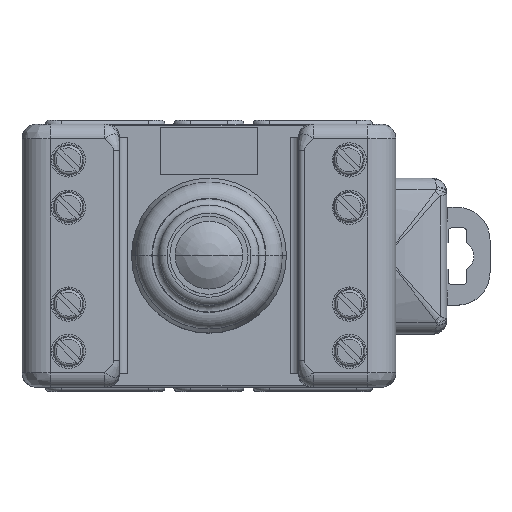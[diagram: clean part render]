
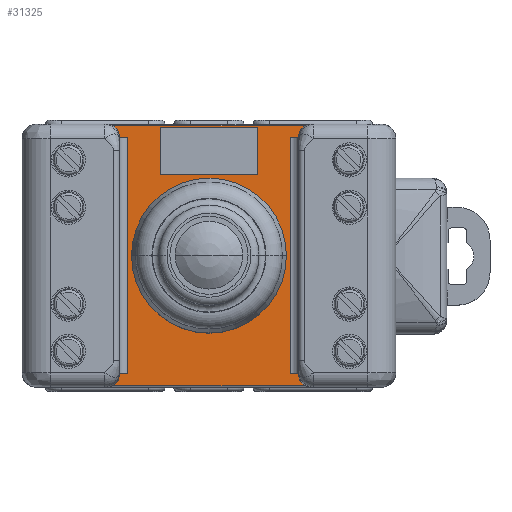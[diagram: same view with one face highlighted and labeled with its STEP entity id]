
A CAD part, top view. The second image highlights one B-rep face of the part: STEP entity #31325.
In plain terms, the highlighted planar face has unit normal (0, 0, 1).
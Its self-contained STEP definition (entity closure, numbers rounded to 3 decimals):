
#311=DIRECTION('',(-1.,0.,0.));
#312=VECTOR('',#311,23.651);
#313=CARTESIAN_POINT('',(11.825,-15.95,0.));
#314=LINE('',#313,#312);
#731=DIRECTION('',(-1.,0.,0.));
#732=VECTOR('',#731,6.);
#733=CARTESIAN_POINT('',(3.,10.65,0.));
#734=LINE('',#733,#732);
#738=DIRECTION('',(0.,-1.,0.));
#739=VECTOR('',#738,4.4);
#740=CARTESIAN_POINT('',(3.,15.05,0.));
#741=LINE('',#740,#739);
#745=DIRECTION('',(1.,0.,0.));
#746=VECTOR('',#745,6.);
#747=CARTESIAN_POINT('',(-3.,15.05,0.));
#748=LINE('',#747,#746);
#752=DIRECTION('',(0.,1.,0.));
#753=VECTOR('',#752,4.4);
#754=CARTESIAN_POINT('',(-3.,10.65,0.));
#755=LINE('',#754,#753);
#759=DIRECTION('',(0.,-1.,0.));
#760=VECTOR('',#759,0.05);
#761=CARTESIAN_POINT('',(-11.,14.55,0.));
#762=LINE('',#761,#760);
#766=CARTESIAN_POINT('',(-12.6,14.55,0.));
#767=DIRECTION('',(0.,0.,1.));
#768=DIRECTION('',(1.,0.,0.));
#769=AXIS2_PLACEMENT_3D('',#766,#767,#768);
#774=CARTESIAN_POINT('',(12.6,14.55,0.));
#775=DIRECTION('',(0.,0.,-1.));
#776=DIRECTION('',(-1.,0.,0.));
#777=AXIS2_PLACEMENT_3D('',#774,#775,#776);
#782=DIRECTION('',(0.,-1.,0.));
#783=VECTOR('',#782,0.05);
#784=CARTESIAN_POINT('',(11.,14.55,0.));
#785=LINE('',#784,#783);
#789=DIRECTION('',(1.,0.,0.));
#790=VECTOR('',#789,1.);
#791=CARTESIAN_POINT('',(10.,14.5,0.));
#792=LINE('',#791,#790);
#796=DIRECTION('',(0.,1.,0.));
#797=VECTOR('',#796,29.);
#798=CARTESIAN_POINT('',(10.,-14.5,0.));
#799=LINE('',#798,#797);
#803=DIRECTION('',(-1.,0.,0.));
#804=VECTOR('',#803,1.);
#805=CARTESIAN_POINT('',(11.,-14.5,0.));
#806=LINE('',#805,#804);
#810=DIRECTION('',(0.,-1.,0.));
#811=VECTOR('',#810,0.05);
#812=CARTESIAN_POINT('',(11.,-14.5,0.));
#813=LINE('',#812,#811);
#817=CARTESIAN_POINT('',(12.6,-14.55,0.));
#818=DIRECTION('',(0.,0.,1.));
#819=DIRECTION('',(-1.,0.,0.));
#820=AXIS2_PLACEMENT_3D('',#817,#818,#819);
#825=CARTESIAN_POINT('',(-12.6,-14.55,0.));
#826=DIRECTION('',(0.,0.,-1.));
#827=DIRECTION('',(1.,0.,0.));
#828=AXIS2_PLACEMENT_3D('',#825,#826,#827);
#833=DIRECTION('',(0.,-1.,0.));
#834=VECTOR('',#833,0.05);
#835=CARTESIAN_POINT('',(-11.,-14.5,0.));
#836=LINE('',#835,#834);
#840=DIRECTION('',(-1.,0.,0.));
#841=VECTOR('',#840,1.);
#842=CARTESIAN_POINT('',(-10.,-14.5,0.));
#843=LINE('',#842,#841);
#847=DIRECTION('',(0.,1.,0.));
#848=VECTOR('',#847,29.);
#849=CARTESIAN_POINT('',(-10.,-14.5,0.));
#850=LINE('',#849,#848);
#854=DIRECTION('',(1.,0.,0.));
#855=VECTOR('',#854,1.);
#856=CARTESIAN_POINT('',(-11.,14.5,0.));
#857=LINE('',#856,#855);
#1189=CARTESIAN_POINT('',(0.,0.,0.));
#1190=DIRECTION('',(0.,0.,-1.));
#1191=DIRECTION('',(1.,0.,0.));
#1192=AXIS2_PLACEMENT_3D('',#1189,#1190,#1191);
#1197=CARTESIAN_POINT('',(0.,0.,0.));
#1198=DIRECTION('',(0.,0.,-1.));
#1199=DIRECTION('',(-1.,0.,0.));
#1200=AXIS2_PLACEMENT_3D('',#1197,#1198,#1199);
#1657=DIRECTION('',(1.,0.,0.));
#1658=VECTOR('',#1657,23.651);
#1659=CARTESIAN_POINT('',(-11.825,15.95,0.));
#1660=LINE('',#1659,#1658);
#27605=CARTESIAN_POINT('',(3.,10.65,0.));
#27606=CARTESIAN_POINT('',(-3.,10.65,0.));
#27607=VERTEX_POINT('',#27605);
#27608=VERTEX_POINT('',#27606);
#27609=CARTESIAN_POINT('',(-3.,15.05,0.));
#27610=VERTEX_POINT('',#27609);
#27611=CARTESIAN_POINT('',(3.,15.05,0.));
#27612=VERTEX_POINT('',#27611);
#27965=CARTESIAN_POINT('',(-11.,14.55,0.));
#27966=CARTESIAN_POINT('',(-11.,14.5,0.));
#27967=VERTEX_POINT('',#27965);
#27968=VERTEX_POINT('',#27966);
#27969=CARTESIAN_POINT('',(-11.,-14.5,0.));
#27970=CARTESIAN_POINT('',(-11.,-14.55,0.));
#27971=VERTEX_POINT('',#27969);
#27972=VERTEX_POINT('',#27970);
#27973=CARTESIAN_POINT('',(11.,14.55,0.));
#27974=CARTESIAN_POINT('',(11.,14.5,0.));
#27975=VERTEX_POINT('',#27973);
#27976=VERTEX_POINT('',#27974);
#27977=CARTESIAN_POINT('',(11.,-14.5,0.));
#27978=CARTESIAN_POINT('',(11.,-14.55,0.));
#27979=VERTEX_POINT('',#27977);
#27980=VERTEX_POINT('',#27978);
#27981=CARTESIAN_POINT('',(10.,-14.5,0.));
#27982=VERTEX_POINT('',#27981);
#27983=CARTESIAN_POINT('',(-10.,-14.5,0.));
#27984=VERTEX_POINT('',#27983);
#27985=CARTESIAN_POINT('',(-10.,14.5,0.));
#27986=VERTEX_POINT('',#27985);
#27987=CARTESIAN_POINT('',(10.,14.5,0.));
#27988=VERTEX_POINT('',#27987);
#28005=CARTESIAN_POINT('',(-11.825,-15.95,0.));
#28006=VERTEX_POINT('',#28005);
#28007=CARTESIAN_POINT('',(11.825,-15.95,0.));
#28008=VERTEX_POINT('',#28007);
#28009=CARTESIAN_POINT('',(11.825,15.95,0.));
#28010=VERTEX_POINT('',#28009);
#28011=CARTESIAN_POINT('',(-11.825,15.95,0.));
#28012=VERTEX_POINT('',#28011);
#30217=CARTESIAN_POINT('',(9.51,0.,0.));
#30218=CARTESIAN_POINT('',(-9.51,0.,0.));
#30219=VERTEX_POINT('',#30217);
#30220=VERTEX_POINT('',#30218);
#31271=CARTESIAN_POINT('',(-22.95,-16.15,0.));
#31272=DIRECTION('',(0.,0.,1.));
#31273=DIRECTION('',(1.,0.,0.));
#31274=AXIS2_PLACEMENT_3D('',#31271,#31272,#31273);
#31275=PLANE('',#31274);
#31277=ORIENTED_EDGE('',*,*,#31276,.F.);
#31279=ORIENTED_EDGE('',*,*,#31278,.T.);
#31281=ORIENTED_EDGE('',*,*,#31280,.T.);
#31283=ORIENTED_EDGE('',*,*,#31282,.F.);
#31285=ORIENTED_EDGE('',*,*,#31284,.T.);
#31287=ORIENTED_EDGE('',*,*,#31286,.F.);
#31289=ORIENTED_EDGE('',*,*,#31288,.F.);
#31291=ORIENTED_EDGE('',*,*,#31290,.F.);
#31293=ORIENTED_EDGE('',*,*,#31292,.T.);
#31295=ORIENTED_EDGE('',*,*,#31294,.T.);
#31296=ORIENTED_EDGE('',*,*,#30560,.T.);
#31298=ORIENTED_EDGE('',*,*,#31297,.F.);
#31300=ORIENTED_EDGE('',*,*,#31299,.F.);
#31302=ORIENTED_EDGE('',*,*,#31301,.F.);
#31304=ORIENTED_EDGE('',*,*,#31303,.T.);
#31306=ORIENTED_EDGE('',*,*,#31305,.F.);
#31307=EDGE_LOOP('',(#31277,#31279,#31281,#31283,#31285,#31287,#31289,#31291,
#31293,#31295,#31296,#31298,#31300,#31302,#31304,#31306));
#31308=FACE_OUTER_BOUND('',#31307,.F.);
#31310=ORIENTED_EDGE('',*,*,#31309,.F.);
#31312=ORIENTED_EDGE('',*,*,#31311,.F.);
#31314=ORIENTED_EDGE('',*,*,#31313,.F.);
#31316=ORIENTED_EDGE('',*,*,#31315,.F.);
#31317=EDGE_LOOP('',(#31310,#31312,#31314,#31316));
#31318=FACE_BOUND('',#31317,.F.);
#31320=ORIENTED_EDGE('',*,*,#31319,.F.);
#31322=ORIENTED_EDGE('',*,*,#31321,.F.);
#31323=EDGE_LOOP('',(#31320,#31322));
#31324=FACE_BOUND('',#31323,.F.);
#31325=ADVANCED_FACE('',(#31308,#31318,#31324),#31275,.T.);
#770=CIRCLE('',#769,1.6);
#778=CIRCLE('',#777,1.6);
#821=CIRCLE('',#820,1.6);
#829=CIRCLE('',#828,1.6);
#1193=CIRCLE('',#1192,9.51);
#1201=CIRCLE('',#1200,9.51);
#30560=EDGE_CURVE('',#28008,#28006,#314,.T.);
#31276=EDGE_CURVE('',#27967,#27968,#762,.T.);
#31278=EDGE_CURVE('',#27967,#28012,#770,.T.);
#31280=EDGE_CURVE('',#28012,#28010,#1660,.T.);
#31282=EDGE_CURVE('',#27975,#28010,#778,.T.);
#31284=EDGE_CURVE('',#27975,#27976,#785,.T.);
#31286=EDGE_CURVE('',#27988,#27976,#792,.T.);
#31288=EDGE_CURVE('',#27982,#27988,#799,.T.);
#31290=EDGE_CURVE('',#27979,#27982,#806,.T.);
#31292=EDGE_CURVE('',#27979,#27980,#813,.T.);
#31294=EDGE_CURVE('',#27980,#28008,#821,.T.);
#31297=EDGE_CURVE('',#27972,#28006,#829,.T.);
#31299=EDGE_CURVE('',#27971,#27972,#836,.T.);
#31301=EDGE_CURVE('',#27984,#27971,#843,.T.);
#31303=EDGE_CURVE('',#27984,#27986,#850,.T.);
#31305=EDGE_CURVE('',#27968,#27986,#857,.T.);
#31309=EDGE_CURVE('',#27607,#27608,#734,.T.);
#31311=EDGE_CURVE('',#27612,#27607,#741,.T.);
#31313=EDGE_CURVE('',#27610,#27612,#748,.T.);
#31315=EDGE_CURVE('',#27608,#27610,#755,.T.);
#31319=EDGE_CURVE('',#30219,#30220,#1193,.T.);
#31321=EDGE_CURVE('',#30220,#30219,#1201,.T.);
